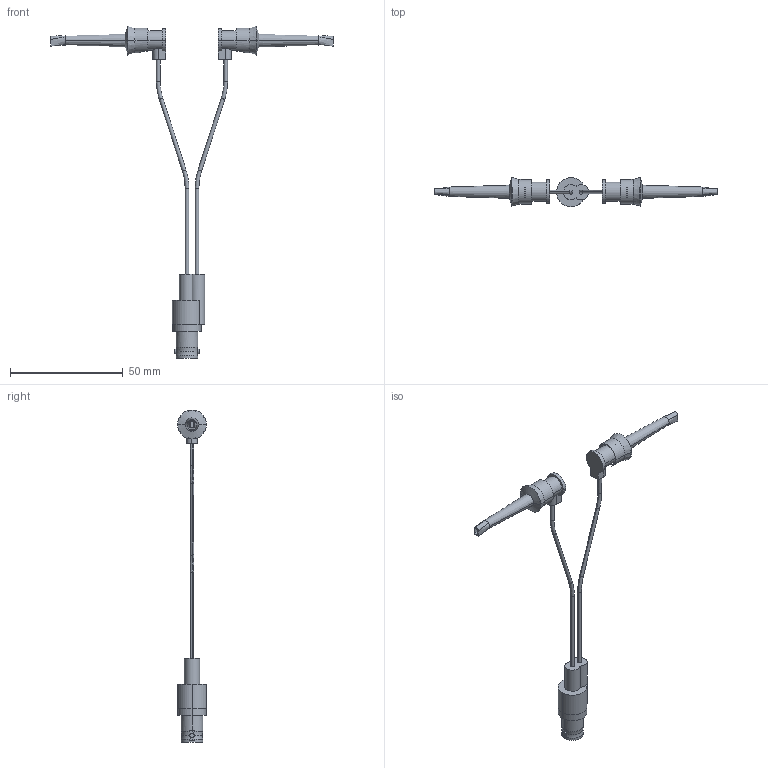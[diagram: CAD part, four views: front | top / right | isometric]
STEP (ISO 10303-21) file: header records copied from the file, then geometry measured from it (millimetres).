
FILE_DESCRIPTION (( 'STEP AP203' ), '1' );
FILE_NAME ('BC70.STEP', '2006-06-30T19:38:21', ( ' ' ), ( ' ' ), 'SwSTEP 2.0', 'SolidWorks 2005354', '' );
FILE_SCHEMA (( 'CONFIG_CONTROL_DESIGN' ));
Length unit declared in the file: inch
Products named in the file (6): 3AB03-003; BC30-MA3; BC70-MA1; BC70; BC70-MA2; MTN-113
Assembly tree (6 placements, depth 2):
  BC70
    BC30-MA3  x2
    BC70-MA2
    3AB03-003
    MTN-113
    BC70-MA1
Bounding box: 125.05 x 12.84 x 146.93 mm (x, y, z)
Volume: 5749.1 mm3; surface area: 7986.4 mm2
Topology: 6 solids, 6 shells, 192 faces, 456 edges, 282 vertices
Faces by surface type: cylinder 81, plane 49, cone 24, torus 22, bspline 16
Entity records: 28490 total; most frequent: CARTESIAN_POINT 23689, DIRECTION 878, ORIENTED_EDGE 868, EDGE_CURVE 434, AXIS2_PLACEMENT_3D 357, VERTEX_POINT 270, EDGE_LOOP 190, CIRCLE 184
